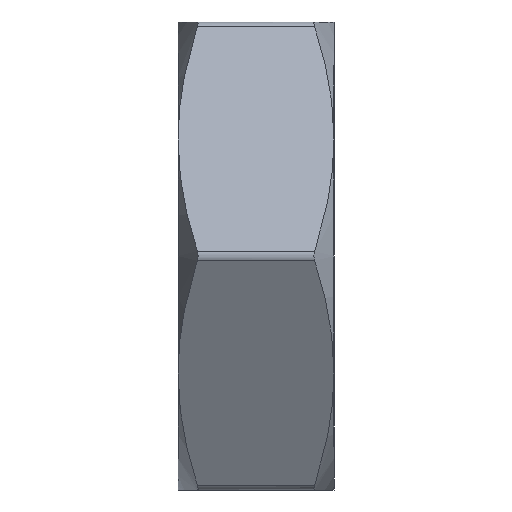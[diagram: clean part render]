
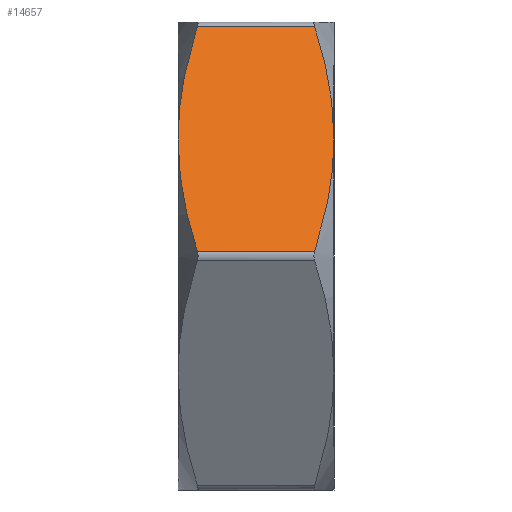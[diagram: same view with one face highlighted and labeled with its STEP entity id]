
A CAD part, left-side view. The second image highlights one B-rep face of the part: STEP entity #14657.
In plain terms, the highlighted planar face has unit normal (-0.866, 0, 0.5).
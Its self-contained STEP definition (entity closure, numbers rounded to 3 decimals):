
#98 = CARTESIAN_POINT ( 'NONE',  ( -9.827, 4., 6.979 ) ) ;
#192 = DIRECTION ( 'NONE',  ( 0., 1., 0. ) ) ;
#214 = CARTESIAN_POINT ( 'NONE',  ( -10.392, 4., 6. ) ) ;
#261 = CARTESIAN_POINT ( 'NONE',  ( -10.392, -4., 6. ) ) ;
#456 = CARTESIAN_POINT ( 'NONE',  ( -13.712, 4., 0.25 ) ) ;
#677 = CARTESIAN_POINT ( 'NONE',  ( -13.712, 3.01, 0.25 ) ) ;
#784 = EDGE_CURVE ( 'NONE', #6897, #1602, #7870, .T. ) ;
#1143 = B_SPLINE_CURVE_WITH_KNOTS ( 'NONE', 3,
 ( #2829, #14300, #2880, #10511, #6596, #4138 ),
 .UNSPECIFIED., .F., .F.,
 ( 4, 2, 4 ),
 ( 0., 0.004, 0.007 ),
 .UNSPECIFIED. ) ;
#1602 = VERTEX_POINT ( 'NONE', #14960 ) ;
#1619 = CARTESIAN_POINT ( 'NONE',  ( -13.856, 4., 0. ) ) ;
#1742 = ORIENTED_EDGE ( 'NONE', *, *, #784, .T. ) ;
#1980 = CARTESIAN_POINT ( 'NONE',  ( -10.392, 4., 6. ) ) ;
#2306 = VECTOR ( 'NONE', #6879, 1000. ) ;
#2829 = CARTESIAN_POINT ( 'NONE',  ( -13.712, -3.01, 0.25 ) ) ;
#2880 = CARTESIAN_POINT ( 'NONE',  ( -12.621, -3.563, 2.139 ) ) ;
#3118 = B_SPLINE_CURVE_WITH_KNOTS ( 'NONE', 3,
 ( #12313, #16007, #13502, #12093, #8253, #3128, #5764, #12149 ),
 .UNSPECIFIED., .F., .F.,
 ( 4, 2, 2, 4 ),
 ( 0.007, 0.009, 0.01, 0.014 ),
 .UNSPECIFIED. ) ;
#3121 = ORIENTED_EDGE ( 'NONE', *, *, #3487, .T. ) ;
#3128 = CARTESIAN_POINT ( 'NONE',  ( -8.161, -3.562, 9.865 ) ) ;
#3343 = CARTESIAN_POINT ( 'NONE',  ( -10.674, 4., 5.512 ) ) ;
#3487 = EDGE_CURVE ( 'NONE', #14835, #15617, #1143, .T. ) ;
#3920 = LINE ( 'NONE', #456, #2306 ) ;
#4138 = CARTESIAN_POINT ( 'NONE',  ( -10.392, -4., 6. ) ) ;
#4145 = EDGE_CURVE ( 'NONE', #15617, #6897, #3118, .T. ) ;
#4526 = CARTESIAN_POINT ( 'NONE',  ( -10.957, 3.977, 5.023 ) ) ;
#5617 = DIRECTION ( 'NONE',  ( -0.5, 0., -0.866 ) ) ;
#5764 = CARTESIAN_POINT ( 'NONE',  ( -7.615, -3.313, 10.811 ) ) ;
#6119 = CARTESIAN_POINT ( 'NONE',  ( -13.712, -3.01, 0.25 ) ) ;
#6361 = CARTESIAN_POINT ( 'NONE',  ( -9.269, 3.906, 7.946 ) ) ;
#6383 = VERTEX_POINT ( 'NONE', #15902 ) ;
#6582 = EDGE_CURVE ( 'NONE', #16503, #14835, #3920, .T. ) ;
#6596 = CARTESIAN_POINT ( 'NONE',  ( -10.957, -4., 5.021 ) ) ;
#6879 = DIRECTION ( 'NONE',  ( 0., -1., 0. ) ) ;
#6897 = VERTEX_POINT ( 'NONE', #15901 ) ;
#7775 = FACE_OUTER_BOUND ( 'NONE', #10433, .T. ) ;
#7853 = EDGE_CURVE ( 'NONE', #6383, #16503, #9431, .T. ) ;
#7870 = LINE ( 'NONE', #7975, #15778 ) ;
#7904 = ORIENTED_EDGE ( 'NONE', *, *, #4145, .T. ) ;
#7975 = CARTESIAN_POINT ( 'NONE',  ( -7.073, 4., 11.75 ) ) ;
#8253 = CARTESIAN_POINT ( 'NONE',  ( -8.99, -3.82, 8.428 ) ) ;
#8515 = CARTESIAN_POINT ( 'NONE',  ( -13.17, 3.313, 1.189 ) ) ;
#9431 = B_SPLINE_CURVE_WITH_KNOTS ( 'NONE', 3,
 ( #1980, #3343, #4526, #10960, #13488, #12298, #8515, #16111 ),
 .UNSPECIFIED., .F., .F.,
 ( 4, 2, 2, 4 ),
 ( 0.007, 0.009, 0.01, 0.014 ),
 .UNSPECIFIED. ) ;
#10433 = EDGE_LOOP ( 'NONE', ( #14252, #16439, #3121, #7904, #1742, #11979 ) ) ;
#10511 = CARTESIAN_POINT ( 'NONE',  ( -11.516, -3.906, 4.054 ) ) ;
#10960 = CARTESIAN_POINT ( 'NONE',  ( -11.516, 3.887, 4.053 ) ) ;
#11524 = CARTESIAN_POINT ( 'NONE',  ( -7.616, 3.314, 10.809 ) ) ;
#11979 = ORIENTED_EDGE ( 'NONE', *, *, #13658, .T. ) ;
#12093 = CARTESIAN_POINT ( 'NONE',  ( -9.268, -3.887, 7.947 ) ) ;
#12149 = CARTESIAN_POINT ( 'NONE',  ( -7.073, -3.01, 11.75 ) ) ;
#12298 = CARTESIAN_POINT ( 'NONE',  ( -12.624, 3.562, 2.135 ) ) ;
#12313 = CARTESIAN_POINT ( 'NONE',  ( -10.392, -4., 6. ) ) ;
#13105 = AXIS2_PLACEMENT_3D ( 'NONE', #1619, #13354, #5617 ) ;
#13354 = DIRECTION ( 'NONE',  ( 0.866, 0., -0.5 ) ) ;
#13434 = B_SPLINE_CURVE_WITH_KNOTS ( 'NONE', 3,
 ( #16694, #11524, #14113, #6361, #98, #214 ),
 .UNSPECIFIED., .F., .F.,
 ( 4, 2, 4 ),
 ( 0., 0.004, 0.007 ),
 .UNSPECIFIED. ) ;
#13488 = CARTESIAN_POINT ( 'NONE',  ( -11.794, 3.82, 3.572 ) ) ;
#13502 = CARTESIAN_POINT ( 'NONE',  ( -9.828, -3.977, 6.977 ) ) ;
#13658 = EDGE_CURVE ( 'NONE', #1602, #6383, #13434, .T. ) ;
#14113 = CARTESIAN_POINT ( 'NONE',  ( -8.163, 3.563, 9.861 ) ) ;
#14252 = ORIENTED_EDGE ( 'NONE', *, *, #7853, .T. ) ;
#14300 = CARTESIAN_POINT ( 'NONE',  ( -13.169, -3.314, 1.191 ) ) ;
#14497 = PLANE ( 'NONE',  #13105 ) ;
#14657 = ADVANCED_FACE ( 'NONE', ( #7775 ), #14497, .F. ) ;
#14835 = VERTEX_POINT ( 'NONE', #6119 ) ;
#14960 = CARTESIAN_POINT ( 'NONE',  ( -7.073, 3.01, 11.75 ) ) ;
#15617 = VERTEX_POINT ( 'NONE', #261 ) ;
#15778 = VECTOR ( 'NONE', #192, 1000. ) ;
#15901 = CARTESIAN_POINT ( 'NONE',  ( -7.073, -3.01, 11.75 ) ) ;
#15902 = CARTESIAN_POINT ( 'NONE',  ( -10.392, 4., 6. ) ) ;
#16007 = CARTESIAN_POINT ( 'NONE',  ( -10.111, -4., 6.488 ) ) ;
#16111 = CARTESIAN_POINT ( 'NONE',  ( -13.712, 3.01, 0.25 ) ) ;
#16439 = ORIENTED_EDGE ( 'NONE', *, *, #6582, .T. ) ;
#16503 = VERTEX_POINT ( 'NONE', #677 ) ;
#16694 = CARTESIAN_POINT ( 'NONE',  ( -7.073, 3.01, 11.75 ) ) ;
